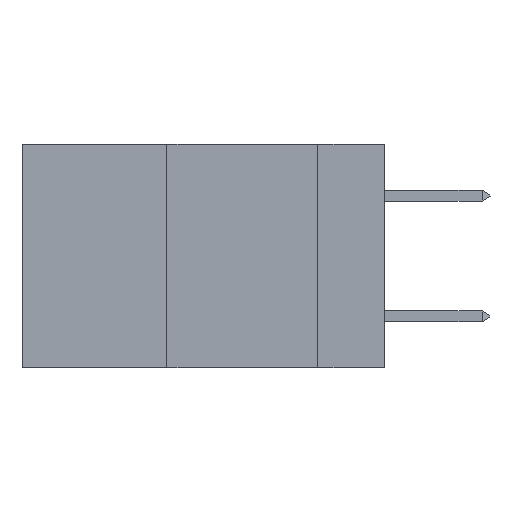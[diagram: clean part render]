
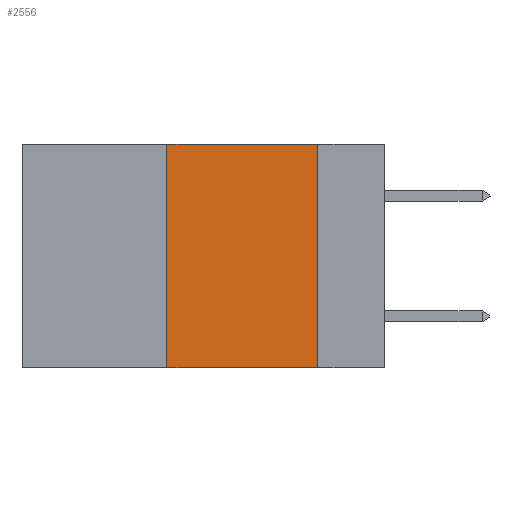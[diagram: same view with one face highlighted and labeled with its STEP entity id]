
A CAD part, left-side view. The second image highlights one B-rep face of the part: STEP entity #2556.
In plain terms, the highlighted planar face has unit normal (-1, 0, 0).
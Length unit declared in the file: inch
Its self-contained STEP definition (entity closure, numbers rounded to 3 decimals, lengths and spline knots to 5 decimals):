
#57 = VECTOR ( 'NONE', #2122, 39.37008 ) ;
#572 = VECTOR ( 'NONE', #7345, 39.37008 ) ;
#595 = VECTOR ( 'NONE', #6717, 39.37008 ) ;
#1014 = VERTEX_POINT ( 'NONE', #1324 ) ;
#1324 = CARTESIAN_POINT ( 'NONE',  ( 0., 0.11, -0.37 ) ) ;
#1562 = EDGE_LOOP ( 'NONE', ( #9504, #8329, #5668, #3066 ) ) ;
#2122 = DIRECTION ( 'NONE',  ( 0., 0., -1. ) ) ;
#2556 = ADVANCED_FACE ( 'NONE', ( #13986 ), #11581, .F. ) ;
#2566 = LINE ( 'NONE', #11873, #572 ) ;
#3066 = ORIENTED_EDGE ( 'NONE', *, *, #7447, .T. ) ;
#3283 = LINE ( 'NONE', #14992, #595 ) ;
#3563 = VERTEX_POINT ( 'NONE', #12321 ) ;
#4741 = LINE ( 'NONE', #4971, #7001 ) ;
#4971 = CARTESIAN_POINT ( 'NONE',  ( 0., 0.6, 0. ) ) ;
#5146 = AXIS2_PLACEMENT_3D ( 'NONE', #9002, #12665, #7998 ) ;
#5668 = ORIENTED_EDGE ( 'NONE', *, *, #6582, .F. ) ;
#5942 = EDGE_CURVE ( 'NONE', #3563, #1014, #8082, .T. ) ;
#6075 = VERTEX_POINT ( 'NONE', #14454 ) ;
#6582 = EDGE_CURVE ( 'NONE', #10006, #6075, #2566, .T. ) ;
#6683 = CARTESIAN_POINT ( 'NONE',  ( 0., 0.36, -0.37 ) ) ;
#6717 = DIRECTION ( 'NONE',  ( 0., -1., 0. ) ) ;
#7001 = VECTOR ( 'NONE', #13319, 39.37008 ) ;
#7345 = DIRECTION ( 'NONE',  ( 0., 0., 1. ) ) ;
#7447 = EDGE_CURVE ( 'NONE', #10006, #1014, #3283, .T. ) ;
#7998 = DIRECTION ( 'NONE',  ( 0., 0., -1. ) ) ;
#8082 = LINE ( 'NONE', #10335, #57 ) ;
#8329 = ORIENTED_EDGE ( 'NONE', *, *, #13262, .F. ) ;
#9002 = CARTESIAN_POINT ( 'NONE',  ( 0., 0.6, 0. ) ) ;
#9504 = ORIENTED_EDGE ( 'NONE', *, *, #5942, .F. ) ;
#10006 = VERTEX_POINT ( 'NONE', #6683 ) ;
#10335 = CARTESIAN_POINT ( 'NONE',  ( 0., 0.11, 0. ) ) ;
#11581 = PLANE ( 'NONE',  #5146 ) ;
#11873 = CARTESIAN_POINT ( 'NONE',  ( 0., 0.36, 0. ) ) ;
#12321 = CARTESIAN_POINT ( 'NONE',  ( 0., 0.11, 0. ) ) ;
#12665 = DIRECTION ( 'NONE',  ( 1., 0., 0. ) ) ;
#13262 = EDGE_CURVE ( 'NONE', #6075, #3563, #4741, .T. ) ;
#13319 = DIRECTION ( 'NONE',  ( 0., -1., 0. ) ) ;
#13986 = FACE_OUTER_BOUND ( 'NONE', #1562, .T. ) ;
#14454 = CARTESIAN_POINT ( 'NONE',  ( 0., 0.36, 0. ) ) ;
#14992 = CARTESIAN_POINT ( 'NONE',  ( 0., 0.6, -0.37 ) ) ;
